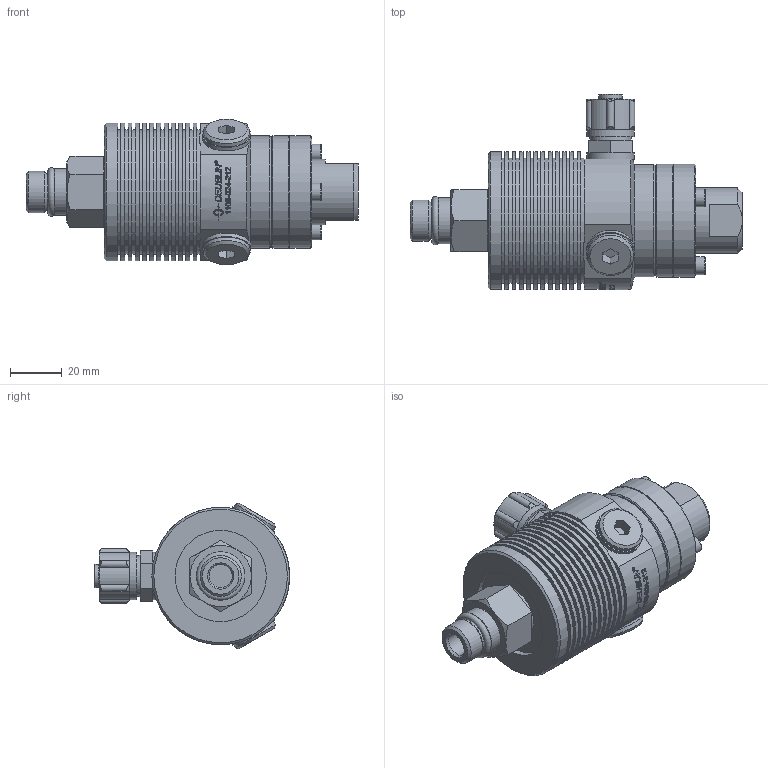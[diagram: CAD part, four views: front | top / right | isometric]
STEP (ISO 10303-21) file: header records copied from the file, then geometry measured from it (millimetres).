
FILE_DESCRIPTION(/* description */ (''),/* implementation_level */ '2;1');
FILE_NAME(/* name */ '1109-024-212-IC.stp',/* time_stamp */ '2020-05-21T14:19:53-05:00',/* author */ ('GALINDOLM'),/* organization */ (''),/* preprocessor_version */ 'ST-DEVELOPER v18',/* originating_system */ 'Autodesk Inventor 2020',/* authorisation */ '');
FILE_SCHEMA (('AUTOMOTIVE_DESIGN { 1 0 10303 214 3 1 1 }'));
Length unit declared in the file: millimetre
Products named in the file (1): 1109-024-212-IC_Shrinkwrap_1
Bounding box: 128.95 x 75.74 x 56.51 mm (x, y, z)
Volume: 171999.1 mm3; surface area: 37787.3 mm2
Topology: 1 solids, 2 shells, 526 faces, 1321 edges, 881 vertices
Faces by surface type: plane 220, bspline 164, cylinder 101, cone 34, torus 7
Full cylindrical faces by diameter (mm): 6.858 x3, 7.9 x1, 9 x2, 9.525 x1, 11.2 x1, 11.445 x2, 11.6 x1, 13.2 x1, 13.6 x1, 14.917 x1, 16 x2, 17.993 x1, 18 x2, 18.29 x1, 18.4 x2, 19 x2, 21.4 x1, 25.4 x1, 35.459 x1, 43.6 x1, 43.76 x2, 48.509 x12, 53.47 x12
Entity records: 20124 total; most frequent: CARTESIAN_POINT 7904, ORIENTED_EDGE 2638, DIRECTION 2091, EDGE_CURVE 1319, VERTEX_POINT 881, AXIS2_PLACEMENT_3D 769, EDGE_LOOP 614, LINE 553
